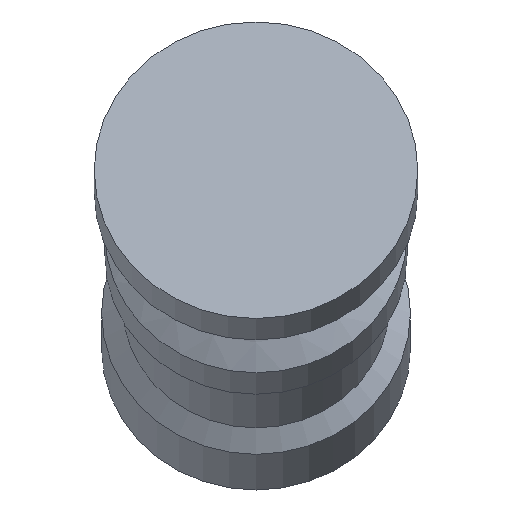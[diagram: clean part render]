
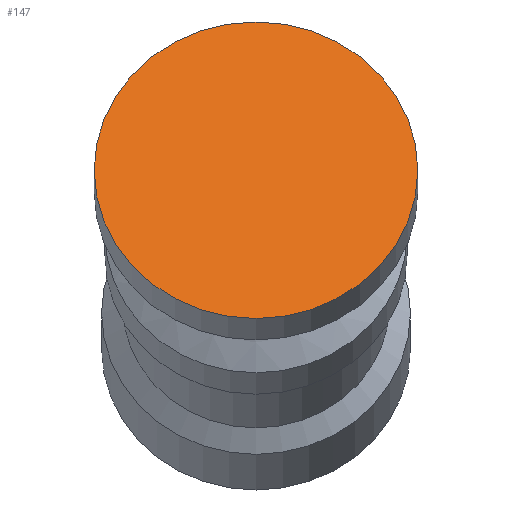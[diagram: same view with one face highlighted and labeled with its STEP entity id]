
A CAD part, left-side view. The second image highlights one B-rep face of the part: STEP entity #147.
In plain terms, the highlighted planar face has unit normal (-0.916, 0, 0.401).
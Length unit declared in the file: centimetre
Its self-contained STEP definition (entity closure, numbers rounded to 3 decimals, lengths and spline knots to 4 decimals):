
#20=PLANE('',#177);
#25=FACE_OUTER_BOUND('',#36,.T.);
#36=EDGE_LOOP('',(#113));
#64=CIRCLE('',#175,0.9108);
#74=VERTEX_POINT('',#255);
#86=EDGE_CURVE('',#74,#74,#64,.T.);
#113=ORIENTED_EDGE('',*,*,#86,.T.);
#147=ADVANCED_FACE('',(#25),#20,.T.);
#175=AXIS2_PLACEMENT_3D('',#256,#207,#208);
#177=AXIS2_PLACEMENT_3D('',#260,#212,#213);
#207=DIRECTION('center_axis',(-0.916,0.,0.401));
#208=DIRECTION('ref_axis',(-0.401,0.,-0.916));
#212=DIRECTION('center_axis',(-0.916,0.,0.401));
#213=DIRECTION('ref_axis',(-0.401,0.,-0.916));
#255=CARTESIAN_POINT('',(-48.9716,5.0884,14.0364));
#256=CARTESIAN_POINT('Origin',(-49.3371,5.0884,13.2022));
#260=CARTESIAN_POINT('Origin',(-49.3371,5.0884,13.2022));
